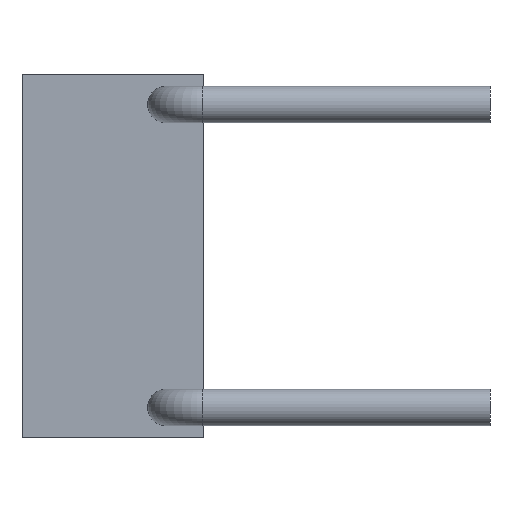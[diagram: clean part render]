
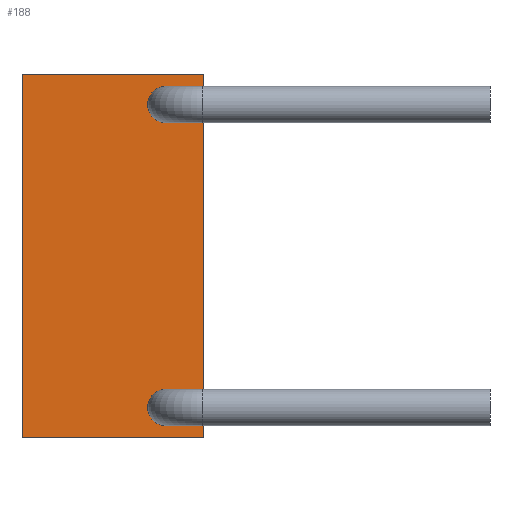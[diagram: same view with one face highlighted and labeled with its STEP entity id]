
A CAD part, front view. The second image highlights one B-rep face of the part: STEP entity #188.
In plain terms, the highlighted planar face has unit normal (0, -1, 0).
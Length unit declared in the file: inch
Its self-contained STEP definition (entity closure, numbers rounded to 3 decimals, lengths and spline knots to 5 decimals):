
#23=FACE_BOUND('',#59,.T.);
#24=FACE_BOUND('',#60,.T.);
#31=CIRCLE('',#205,0.012);
#32=CIRCLE('',#206,0.012);
#44=FACE_OUTER_BOUND('',#58,.T.);
#58=EDGE_LOOP('',(#155,#156,#157,#158));
#59=EDGE_LOOP('',(#159));
#60=EDGE_LOOP('',(#160));
#75=LINE('',#283,#87);
#82=LINE('',#297,#94);
#84=LINE('',#301,#96);
#86=LINE('',#304,#98);
#87=VECTOR('',#225,0.24);
#94=VECTOR('',#236,0.12);
#96=VECTOR('',#240,0.24);
#98=VECTOR('',#244,0.12);
#99=VERTEX_POINT('',#281);
#100=VERTEX_POINT('',#282);
#105=VERTEX_POINT('',#296);
#106=VERTEX_POINT('',#300);
#107=VERTEX_POINT('',#306);
#108=VERTEX_POINT('',#308);
#115=EDGE_CURVE('',#99,#100,#75,.T.);
#122=EDGE_CURVE('',#100,#105,#82,.T.);
#124=EDGE_CURVE('',#105,#106,#84,.T.);
#126=EDGE_CURVE('',#106,#99,#86,.T.);
#127=EDGE_CURVE('',#107,#107,#31,.T.);
#128=EDGE_CURVE('',#108,#108,#32,.T.);
#155=ORIENTED_EDGE('',*,*,#115,.F.);
#156=ORIENTED_EDGE('',*,*,#126,.F.);
#157=ORIENTED_EDGE('',*,*,#124,.F.);
#158=ORIENTED_EDGE('',*,*,#122,.F.);
#159=ORIENTED_EDGE('',*,*,#127,.T.);
#160=ORIENTED_EDGE('',*,*,#128,.T.);
#180=PLANE('',#204);
#188=ADVANCED_FACE('',(#44,#23,#24),#180,.F.);
#204=AXIS2_PLACEMENT_3D('',#305,#245,#246);
#205=AXIS2_PLACEMENT_3D('',#307,#247,#248);
#206=AXIS2_PLACEMENT_3D('',#309,#249,#250);
#225=DIRECTION('',(0.,0.,1.));
#236=DIRECTION('',(1.,0.,0.));
#240=DIRECTION('',(0.,0.,-1.));
#244=DIRECTION('',(-1.,0.,0.));
#245=DIRECTION('center_axis',(0.,1.,0.));
#246=DIRECTION('ref_axis',(0.,0.,1.));
#247=DIRECTION('center_axis',(0.,1.,0.));
#248=DIRECTION('ref_axis',(1.,0.,0.));
#249=DIRECTION('center_axis',(0.,1.,0.));
#250=DIRECTION('ref_axis',(1.,0.,0.));
#281=CARTESIAN_POINT('',(-0.056,0.,-0.12));
#282=CARTESIAN_POINT('',(-0.056,0.,0.12));
#283=CARTESIAN_POINT('',(-0.056,0.,-0.12));
#296=CARTESIAN_POINT('',(0.064,0.,0.12));
#297=CARTESIAN_POINT('',(-0.056,0.,0.12));
#300=CARTESIAN_POINT('',(0.064,0.,-0.12));
#301=CARTESIAN_POINT('',(0.064,0.,0.12));
#304=CARTESIAN_POINT('',(0.064,0.,-0.12));
#305=CARTESIAN_POINT('Origin',(0.,0.,0.));
#306=CARTESIAN_POINT('',(0.051,0.,0.1));
#307=CARTESIAN_POINT('Origin',(0.039,0.,0.1));
#308=CARTESIAN_POINT('',(0.051,0.,-0.1));
#309=CARTESIAN_POINT('Origin',(0.039,0.,-0.1));
